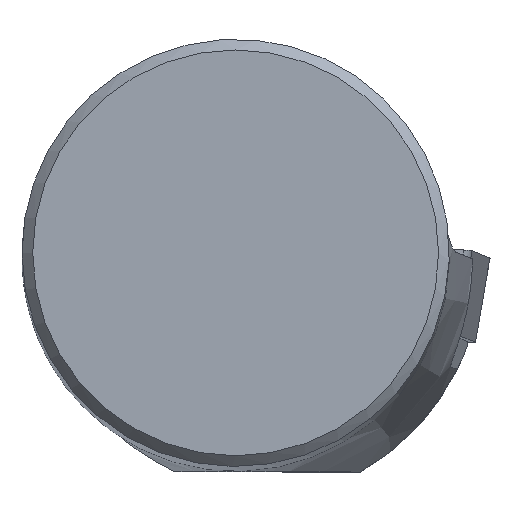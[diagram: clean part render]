
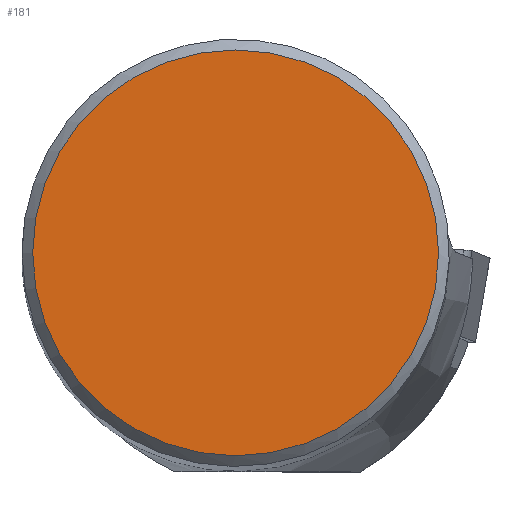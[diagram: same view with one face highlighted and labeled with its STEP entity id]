
A CAD part, top view. The second image highlights one B-rep face of the part: STEP entity #181.
In plain terms, the highlighted planar face has unit normal (0, 0, 1).
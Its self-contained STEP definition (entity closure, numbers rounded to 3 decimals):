
#181=ADVANCED_FACE('',(#245),#216,.T.);
#216=PLANE('',#958);
#245=FACE_OUTER_BOUND('',#280,.T.);
#280=EDGE_LOOP('',(#517));
#517=ORIENTED_EDGE('',*,*,#768,.F.);
#675=VERTEX_POINT('',#1469);
#768=EDGE_CURVE('',#675,#675,#825,.T.);
#825=CIRCLE('',#957,9.491);
#957=AXIS2_PLACEMENT_3D('',#1468,#1130,#1131);
#958=AXIS2_PLACEMENT_3D('',#1470,#1132,#1133);
#1130=DIRECTION('',(0.,0.,-1.));
#1131=DIRECTION('',(-1.,0.,0.));
#1132=DIRECTION('',(0.,0.,1.));
#1133=DIRECTION('',(1.,0.,0.));
#1468=CARTESIAN_POINT('',(0.,0.,0.));
#1469=CARTESIAN_POINT('',(-9.491,0.,0.));
#1470=CARTESIAN_POINT('',(0.,0.,
0.));
